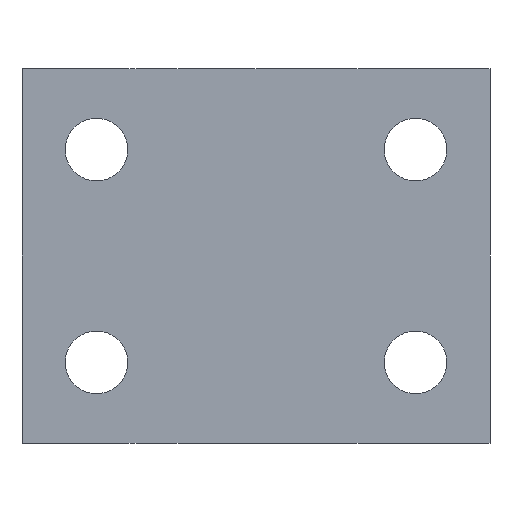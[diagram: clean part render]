
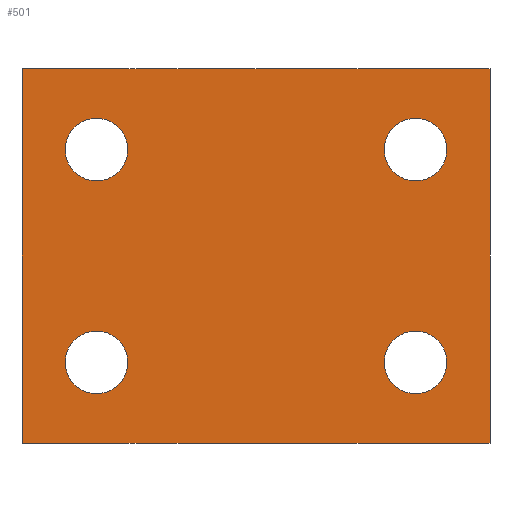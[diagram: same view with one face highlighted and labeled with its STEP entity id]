
A CAD part, front view. The second image highlights one B-rep face of the part: STEP entity #501.
In plain terms, the highlighted planar face has unit normal (0, -1, 0).
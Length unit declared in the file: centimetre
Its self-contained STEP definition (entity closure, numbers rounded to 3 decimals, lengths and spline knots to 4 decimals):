
#116=CIRCLE('',#524,0.1473);
#117=CIRCLE('',#526,0.1473);
#118=CIRCLE('',#528,0.1473);
#119=CIRCLE('',#530,0.1473);
#153=VERTEX_POINT('',#713);
#154=VERTEX_POINT('',#715);
#155=VERTEX_POINT('',#721);
#156=VERTEX_POINT('',#724);
#157=VERTEX_POINT('',#727);
#158=VERTEX_POINT('',#730);
#159=VERTEX_POINT('',#734);
#160=VERTEX_POINT('',#738);
#196=VECTOR('',#595,1.);
#198=VECTOR('',#620,1.);
#200=VECTOR('',#623,1.);
#202=VECTOR('',#626,1.);
#238=LINE('',#714,#196);
#240=LINE('',#733,#198);
#242=LINE('',#737,#200);
#244=LINE('',#741,#202);
#288=EDGE_CURVE('',#153,#154,#238,.T.);
#291=EDGE_CURVE('',#155,#155,#116,.T.);
#292=EDGE_CURVE('',#156,#156,#117,.T.);
#293=EDGE_CURVE('',#157,#157,#118,.T.);
#294=EDGE_CURVE('',#158,#158,#119,.T.);
#296=EDGE_CURVE('',#159,#154,#240,.T.);
#298=EDGE_CURVE('',#160,#159,#242,.T.);
#300=EDGE_CURVE('',#160,#153,#244,.T.);
#397=ORIENTED_EDGE('',*,*,#291,.T.);
#398=ORIENTED_EDGE('',*,*,#292,.T.);
#399=ORIENTED_EDGE('',*,*,#293,.T.);
#400=ORIENTED_EDGE('',*,*,#294,.T.);
#401=ORIENTED_EDGE('',*,*,#296,.T.);
#402=ORIENTED_EDGE('',*,*,#288,.F.);
#403=ORIENTED_EDGE('',*,*,#300,.F.);
#404=ORIENTED_EDGE('',*,*,#298,.T.);
#441=EDGE_LOOP('',(#397));
#442=EDGE_LOOP('',(#398));
#443=EDGE_LOOP('',(#399));
#444=EDGE_LOOP('',(#400));
#445=EDGE_LOOP('',(#401,#402,#403,#404));
#475=FACE_BOUND('',#441,.T.);
#476=FACE_BOUND('',#442,.T.);
#477=FACE_BOUND('',#443,.T.);
#478=FACE_BOUND('',#444,.T.);
#479=FACE_BOUND('',#445,.T.);
#501=ADVANCED_FACE('',(#475,#476,#477,#478,#479),#757,.T.);
#524=AXIS2_PLACEMENT_3D('',#720,#603,#604);
#526=AXIS2_PLACEMENT_3D('',#723,#607,#608);
#528=AXIS2_PLACEMENT_3D('',#726,#611,#612);
#530=AXIS2_PLACEMENT_3D('',#729,#615,#616);
#534=AXIS2_PLACEMENT_3D('',#740,#625,$);
#595=DIRECTION('',(0.,0.,1.));
#603=DIRECTION('',(0.,1.,0.));
#604=DIRECTION('',(0.147,0.,0.));
#607=DIRECTION('',(0.,1.,0.));
#608=DIRECTION('',(0.147,0.,0.));
#611=DIRECTION('',(0.,1.,0.));
#612=DIRECTION('',(0.147,0.,0.));
#615=DIRECTION('',(0.,1.,0.));
#616=DIRECTION('',(0.147,0.,0.));
#620=DIRECTION('',(-1.,0.,0.));
#623=DIRECTION('',(0.,0.,1.));
#625=DIRECTION('',(0.,-1.,0.));
#626=DIRECTION('',(-1.,0.,0.));
#713=CARTESIAN_POINT('',(-1.1,-1.,-0.88));
#714=CARTESIAN_POINT('',(-1.1,-1.,-0.88));
#715=CARTESIAN_POINT('',(-1.1,-1.,0.88));
#720=CARTESIAN_POINT('',(0.75,-1.,-0.5));
#721=CARTESIAN_POINT('',(0.6027,-1.,-0.5));
#723=CARTESIAN_POINT('',(0.75,-1.,0.5));
#724=CARTESIAN_POINT('',(0.6027,-1.,0.5));
#726=CARTESIAN_POINT('',(-0.75,-1.,-0.5));
#727=CARTESIAN_POINT('',(-0.8973,-1.,-0.5));
#729=CARTESIAN_POINT('',(-0.75,-1.,0.5));
#730=CARTESIAN_POINT('',(-0.8973,-1.,0.5));
#733=CARTESIAN_POINT('',(1.1,-1.,0.88));
#734=CARTESIAN_POINT('',(1.1,-1.,0.88));
#737=CARTESIAN_POINT('',(1.1,-1.,-0.88));
#738=CARTESIAN_POINT('',(1.1,-1.,-0.88));
#740=CARTESIAN_POINT('',(0.,-1.,-0.88));
#741=CARTESIAN_POINT('',(1.1,-1.,-0.88));
#757=PLANE('',#534);
